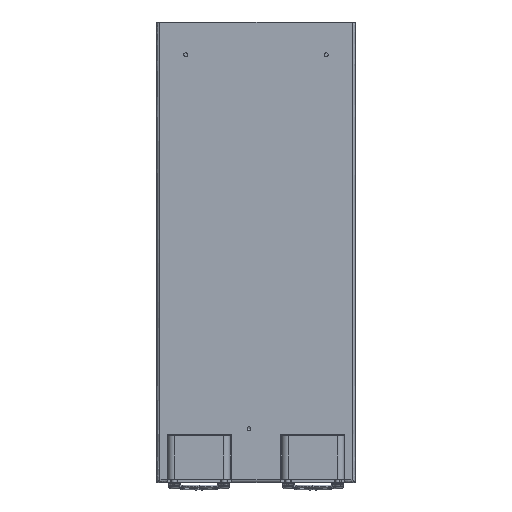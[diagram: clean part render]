
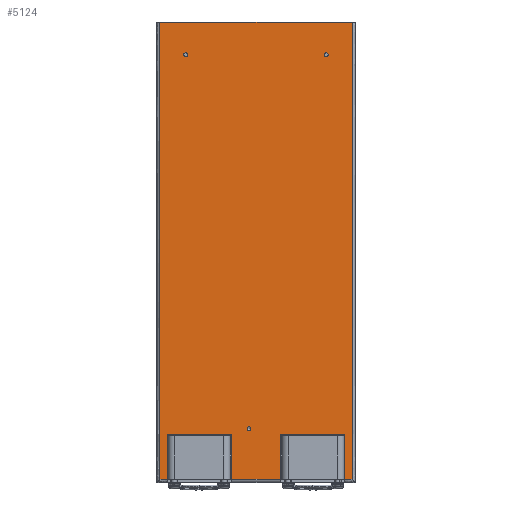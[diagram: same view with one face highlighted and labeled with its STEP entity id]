
A CAD part, front view. The second image highlights one B-rep face of the part: STEP entity #5124.
In plain terms, the highlighted free-form (B-spline) face has degree [1, 1] with [2, 2] control points.
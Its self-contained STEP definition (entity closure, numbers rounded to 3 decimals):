
#312 = VERTEX_POINT('',#313);
#313 = CARTESIAN_POINT('',(84.332,0.,
    -374.135));
#318 = EDGE_CURVE('',#319,#312,#321,.T.);
#319 = VERTEX_POINT('',#320);
#320 = CARTESIAN_POINT('',(84.332,0.,
    -370.562));
#321 = ( BOUNDED_CURVE() B_SPLINE_CURVE(2,(#322,#323,#324,#325,#326),
.UNSPECIFIED.,.F.,.F.) B_SPLINE_CURVE_WITH_KNOTS((3,2,3),(3.142,
4.712,6.283),.PIECEWISE_BEZIER_KNOTS.) CURVE() 
GEOMETRIC_REPRESENTATION_ITEM() RATIONAL_B_SPLINE_CURVE((1.,
0.707,1.,0.707,1.)) REPRESENTATION_ITEM('') );
#322 = CARTESIAN_POINT('',(84.332,0.,
    -370.562));
#323 = CARTESIAN_POINT('',(82.546,0.,
    -370.562));
#324 = CARTESIAN_POINT('',(82.546,0.,
    -372.348));
#325 = CARTESIAN_POINT('',(82.546,0.,
    -374.135));
#326 = CARTESIAN_POINT('',(84.332,0.,
    -374.135));
#387 = VERTEX_POINT('',#388);
#388 = CARTESIAN_POINT('',(155.086,0.,
    -31.803));
#393 = EDGE_CURVE('',#394,#387,#396,.T.);
#394 = VERTEX_POINT('',#395);
#395 = CARTESIAN_POINT('',(155.086,0.,
    -28.23));
#396 = ( BOUNDED_CURVE() B_SPLINE_CURVE(2,(#397,#398,#399,#400,#401),
.UNSPECIFIED.,.F.,.F.) B_SPLINE_CURVE_WITH_KNOTS((3,2,3),(3.142,
4.712,6.283),.PIECEWISE_BEZIER_KNOTS.) CURVE() 
GEOMETRIC_REPRESENTATION_ITEM() RATIONAL_B_SPLINE_CURVE((1.,
0.707,1.,0.707,1.)) REPRESENTATION_ITEM('') );
#397 = CARTESIAN_POINT('',(155.086,0.,
    -28.23));
#398 = CARTESIAN_POINT('',(153.299,0.,
    -28.23));
#399 = CARTESIAN_POINT('',(153.299,0.,
    -30.017));
#400 = CARTESIAN_POINT('',(153.299,0.,
    -31.803));
#401 = CARTESIAN_POINT('',(155.086,0.,
    -31.803));
#435 = VERTEX_POINT('',#436);
#436 = CARTESIAN_POINT('',(26.443,0.,
    -31.803));
#441 = EDGE_CURVE('',#442,#435,#444,.T.);
#442 = VERTEX_POINT('',#443);
#443 = CARTESIAN_POINT('',(26.443,0.,
    -28.23));
#444 = ( BOUNDED_CURVE() B_SPLINE_CURVE(2,(#445,#446,#447,#448,#449),
.UNSPECIFIED.,.F.,.F.) B_SPLINE_CURVE_WITH_KNOTS((3,2,3),(3.142,
4.712,6.283),.PIECEWISE_BEZIER_KNOTS.) CURVE() 
GEOMETRIC_REPRESENTATION_ITEM() RATIONAL_B_SPLINE_CURVE((1.,
0.707,1.,0.707,1.)) REPRESENTATION_ITEM('') );
#445 = CARTESIAN_POINT('',(26.443,0.,
    -28.23));
#446 = CARTESIAN_POINT('',(24.656,0.,
    -28.23));
#447 = CARTESIAN_POINT('',(24.656,0.,
    -30.017));
#448 = CARTESIAN_POINT('',(24.656,0.,
    -31.803));
#449 = CARTESIAN_POINT('',(26.443,0.,
    -31.803));
#1266 = VERTEX_POINT('',#1267);
#1267 = CARTESIAN_POINT('',(68.609,0.,-418.803));
#1279 = VERTEX_POINT('',#1280);
#1280 = CARTESIAN_POINT('',(112.919,0.,-418.803));
#1286 = EDGE_CURVE('',#1266,#1279,#1287,.T.);
#1287 = B_SPLINE_CURVE_WITH_KNOTS('',1,(#1288,#1289),.UNSPECIFIED.,.F.,
  .F.,(2,2),(48.,79.),.PIECEWISE_BEZIER_KNOTS.);
#1288 = CARTESIAN_POINT('',(68.609,0.,-418.803));
#1289 = CARTESIAN_POINT('',(112.919,0.,-418.803));
#1304 = VERTEX_POINT('',#1305);
#1305 = CARTESIAN_POINT('',(171.523,0.,-418.803));
#1319 = VERTEX_POINT('',#1320);
#1320 = CARTESIAN_POINT('',(178.67,0.,-418.803));
#1327 = EDGE_CURVE('',#1304,#1319,#1328,.T.);
#1328 = B_SPLINE_CURVE_WITH_KNOTS('',1,(#1329,#1330),.UNSPECIFIED.,.F.,
  .F.,(2,2),(120.,125.),.PIECEWISE_BEZIER_KNOTS.);
#1329 = CARTESIAN_POINT('',(171.523,0.,-418.803));
#1330 = CARTESIAN_POINT('',(178.67,0.,-418.803));
#4932 = VERTEX_POINT('',#4933);
#4933 = CARTESIAN_POINT('',(2.859,0.,0.));
#4939 = EDGE_CURVE('',#4932,#4940,#4942,.T.);
#4940 = VERTEX_POINT('',#4941);
#4941 = CARTESIAN_POINT('',(178.67,0.,0.));
#4942 = B_SPLINE_CURVE_WITH_KNOTS('',1,(#4943,#4944),.UNSPECIFIED.,.F.,
  .F.,(2,2),(2.,125.),.PIECEWISE_BEZIER_KNOTS.);
#4943 = CARTESIAN_POINT('',(2.859,0.,0.));
#4944 = CARTESIAN_POINT('',(178.67,0.,0.));
#5124 = ADVANCED_FACE('',(#5125,#5187,#5198,#5209),#5220,.T.);
#5125 = FACE_BOUND('',#5126,.T.);
#5126 = EDGE_LOOP('',(#5127,#5134,#5135,#5142,#5149,#5154,#5155,#5160,
    #5161,#5168,#5175,#5182));
#5127 = ORIENTED_EDGE('',*,*,#5128,.T.);
#5128 = EDGE_CURVE('',#5129,#1266,#5131,.T.);
#5129 = VERTEX_POINT('',#5130);
#5130 = CARTESIAN_POINT('',(68.609,0.,-377.351));
#5131 = B_SPLINE_CURVE_WITH_KNOTS('',1,(#5132,#5133),.UNSPECIFIED.,.F.,
  .F.,(2,2),(-0.,29.),.PIECEWISE_BEZIER_KNOTS.);
#5132 = CARTESIAN_POINT('',(68.609,0.,-377.351));
#5133 = CARTESIAN_POINT('',(68.609,0.,-418.803));
#5134 = ORIENTED_EDGE('',*,*,#1286,.T.);
#5135 = ORIENTED_EDGE('',*,*,#5136,.F.);
#5136 = EDGE_CURVE('',#5137,#1279,#5139,.T.);
#5137 = VERTEX_POINT('',#5138);
#5138 = CARTESIAN_POINT('',(112.919,0.,-377.351));
#5139 = B_SPLINE_CURVE_WITH_KNOTS('',1,(#5140,#5141),.UNSPECIFIED.,.F.,
  .F.,(2,2),(-0.,29.),.PIECEWISE_BEZIER_KNOTS.);
#5140 = CARTESIAN_POINT('',(112.919,0.,-377.351));
#5141 = CARTESIAN_POINT('',(112.919,0.,-418.803));
#5142 = ORIENTED_EDGE('',*,*,#5143,.F.);
#5143 = EDGE_CURVE('',#5144,#5137,#5146,.T.);
#5144 = VERTEX_POINT('',#5145);
#5145 = CARTESIAN_POINT('',(171.523,0.,-377.351));
#5146 = B_SPLINE_CURVE_WITH_KNOTS('',1,(#5147,#5148),.UNSPECIFIED.,.F.,
  .F.,(2,2),(0.,41.),.PIECEWISE_BEZIER_KNOTS.);
#5147 = CARTESIAN_POINT('',(171.523,0.,-377.351));
#5148 = CARTESIAN_POINT('',(112.919,0.,-377.351));
#5149 = ORIENTED_EDGE('',*,*,#5150,.T.);
#5150 = EDGE_CURVE('',#5144,#1304,#5151,.T.);
#5151 = B_SPLINE_CURVE_WITH_KNOTS('',1,(#5152,#5153),.UNSPECIFIED.,.F.,
  .F.,(2,2),(-0.,29.),.PIECEWISE_BEZIER_KNOTS.);
#5152 = CARTESIAN_POINT('',(171.523,0.,-377.351));
#5153 = CARTESIAN_POINT('',(171.523,0.,-418.803));
#5154 = ORIENTED_EDGE('',*,*,#1327,.T.);
#5155 = ORIENTED_EDGE('',*,*,#5156,.T.);
#5156 = EDGE_CURVE('',#1319,#4940,#5157,.T.);
#5157 = B_SPLINE_CURVE_WITH_KNOTS('',1,(#5158,#5159),.UNSPECIFIED.,.F.,
  .F.,(2,2),(2.,295.),.PIECEWISE_BEZIER_KNOTS.);
#5158 = CARTESIAN_POINT('',(178.67,0.,-418.803));
#5159 = CARTESIAN_POINT('',(178.67,0.,0.));
#5160 = ORIENTED_EDGE('',*,*,#4939,.F.);
#5161 = ORIENTED_EDGE('',*,*,#5162,.T.);
#5162 = EDGE_CURVE('',#4932,#5163,#5165,.T.);
#5163 = VERTEX_POINT('',#5164);
#5164 = CARTESIAN_POINT('',(2.859,0.,-418.803));
#5165 = B_SPLINE_CURVE_WITH_KNOTS('',1,(#5166,#5167),.UNSPECIFIED.,.F.,
  .F.,(2,2),(-295.,-2.),.PIECEWISE_BEZIER_KNOTS.);
#5166 = CARTESIAN_POINT('',(2.859,0.,0.));
#5167 = CARTESIAN_POINT('',(2.859,0.,-418.803));
#5168 = ORIENTED_EDGE('',*,*,#5169,.T.);
#5169 = EDGE_CURVE('',#5163,#5170,#5172,.T.);
#5170 = VERTEX_POINT('',#5171);
#5171 = CARTESIAN_POINT('',(10.006,0.,-418.803));
#5172 = B_SPLINE_CURVE_WITH_KNOTS('',1,(#5173,#5174),.UNSPECIFIED.,.F.,
  .F.,(2,2),(2.,7.),.PIECEWISE_BEZIER_KNOTS.);
#5173 = CARTESIAN_POINT('',(2.859,0.,-418.803));
#5174 = CARTESIAN_POINT('',(10.006,0.,-418.803));
#5175 = ORIENTED_EDGE('',*,*,#5176,.F.);
#5176 = EDGE_CURVE('',#5177,#5170,#5179,.T.);
#5177 = VERTEX_POINT('',#5178);
#5178 = CARTESIAN_POINT('',(10.006,0.,-377.351));
#5179 = B_SPLINE_CURVE_WITH_KNOTS('',1,(#5180,#5181),.UNSPECIFIED.,.F.,
  .F.,(2,2),(-0.,29.),.PIECEWISE_BEZIER_KNOTS.);
#5180 = CARTESIAN_POINT('',(10.006,0.,-377.351));
#5181 = CARTESIAN_POINT('',(10.006,0.,-418.803));
#5182 = ORIENTED_EDGE('',*,*,#5183,.F.);
#5183 = EDGE_CURVE('',#5129,#5177,#5184,.T.);
#5184 = B_SPLINE_CURVE_WITH_KNOTS('',1,(#5185,#5186),.UNSPECIFIED.,.F.,
  .F.,(2,2),(0.,41.),.PIECEWISE_BEZIER_KNOTS.);
#5185 = CARTESIAN_POINT('',(68.609,0.,-377.351));
#5186 = CARTESIAN_POINT('',(10.006,0.,-377.351));
#5187 = FACE_BOUND('',#5188,.T.);
#5188 = EDGE_LOOP('',(#5189,#5197));
#5189 = ORIENTED_EDGE('',*,*,#5190,.F.);
#5190 = EDGE_CURVE('',#312,#319,#5191,.T.);
#5191 = ( BOUNDED_CURVE() B_SPLINE_CURVE(2,(#5192,#5193,#5194,#5195,
#5196),.UNSPECIFIED.,.F.,.F.) B_SPLINE_CURVE_WITH_KNOTS((3,2,3),(0.,
1.571,3.142),.PIECEWISE_BEZIER_KNOTS.) CURVE() 
GEOMETRIC_REPRESENTATION_ITEM() RATIONAL_B_SPLINE_CURVE((1.,
0.707,1.,0.707,1.)) REPRESENTATION_ITEM('') );
#5192 = CARTESIAN_POINT('',(84.332,0.,
    -374.135));
#5193 = CARTESIAN_POINT('',(86.119,0.,
    -374.135));
#5194 = CARTESIAN_POINT('',(86.119,0.,
    -372.348));
#5195 = CARTESIAN_POINT('',(86.119,0.,
    -370.562));
#5196 = CARTESIAN_POINT('',(84.332,0.,
    -370.562));
#5197 = ORIENTED_EDGE('',*,*,#318,.F.);
#5198 = FACE_BOUND('',#5199,.T.);
#5199 = EDGE_LOOP('',(#5200,#5208));
#5200 = ORIENTED_EDGE('',*,*,#5201,.F.);
#5201 = EDGE_CURVE('',#387,#394,#5202,.T.);
#5202 = ( BOUNDED_CURVE() B_SPLINE_CURVE(2,(#5203,#5204,#5205,#5206,
#5207),.UNSPECIFIED.,.F.,.F.) B_SPLINE_CURVE_WITH_KNOTS((3,2,3),(0.,
1.571,3.142),.PIECEWISE_BEZIER_KNOTS.) CURVE() 
GEOMETRIC_REPRESENTATION_ITEM() RATIONAL_B_SPLINE_CURVE((1.,
0.707,1.,0.707,1.)) REPRESENTATION_ITEM('') );
#5203 = CARTESIAN_POINT('',(155.086,0.,
    -31.803));
#5204 = CARTESIAN_POINT('',(156.872,0.,
    -31.803));
#5205 = CARTESIAN_POINT('',(156.872,0.,
    -30.017));
#5206 = CARTESIAN_POINT('',(156.872,0.,
    -28.23));
#5207 = CARTESIAN_POINT('',(155.086,0.,
    -28.23));
#5208 = ORIENTED_EDGE('',*,*,#393,.F.);
#5209 = FACE_BOUND('',#5210,.T.);
#5210 = EDGE_LOOP('',(#5211,#5219));
#5211 = ORIENTED_EDGE('',*,*,#5212,.F.);
#5212 = EDGE_CURVE('',#435,#442,#5213,.T.);
#5213 = ( BOUNDED_CURVE() B_SPLINE_CURVE(2,(#5214,#5215,#5216,#5217,
#5218),.UNSPECIFIED.,.F.,.F.) B_SPLINE_CURVE_WITH_KNOTS((3,2,3),(0.,
1.571,3.142),.PIECEWISE_BEZIER_KNOTS.) CURVE() 
GEOMETRIC_REPRESENTATION_ITEM() RATIONAL_B_SPLINE_CURVE((1.,
0.707,1.,0.707,1.)) REPRESENTATION_ITEM('') );
#5214 = CARTESIAN_POINT('',(26.443,0.,
    -31.803));
#5215 = CARTESIAN_POINT('',(28.23,0.,
    -31.803));
#5216 = CARTESIAN_POINT('',(28.23,0.,
    -30.017));
#5217 = CARTESIAN_POINT('',(28.23,0.,
    -28.23));
#5218 = CARTESIAN_POINT('',(26.443,0.,
    -28.23));
#5219 = ORIENTED_EDGE('',*,*,#441,.F.);
#5220 = B_SPLINE_SURFACE_WITH_KNOTS('',1,1,(
    (#5221,#5222)
    ,(#5223,#5224
    )),.UNSPECIFIED.,.F.,.F.,.F.,(2,2),(2,2),(-295.,-2.),(2.,125.),
  .PIECEWISE_BEZIER_KNOTS.);
#5221 = CARTESIAN_POINT('',(2.859,0.,0.));
#5222 = CARTESIAN_POINT('',(178.67,0.,0.));
#5223 = CARTESIAN_POINT('',(2.859,0.,-418.803));
#5224 = CARTESIAN_POINT('',(178.67,0.,-418.803));
